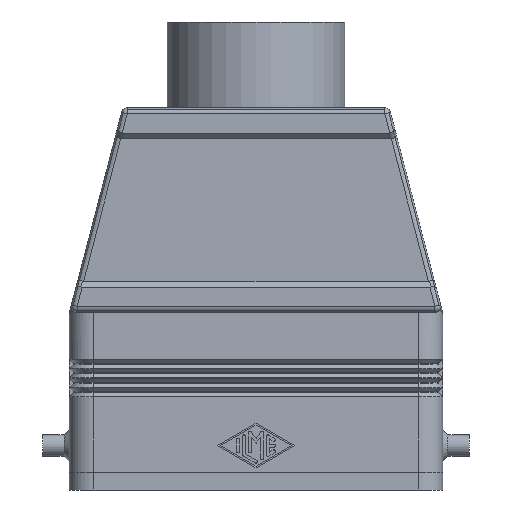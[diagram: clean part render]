
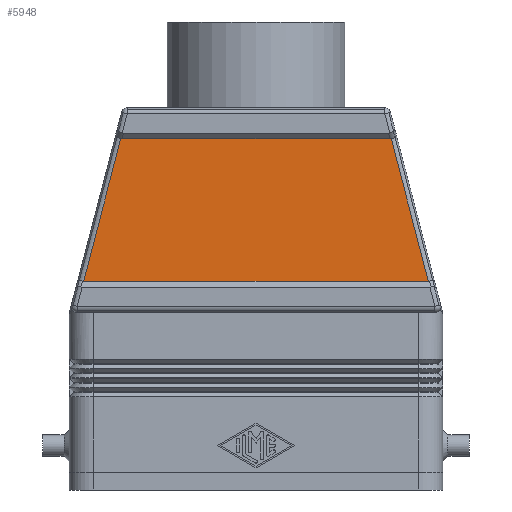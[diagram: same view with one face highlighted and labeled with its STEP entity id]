
A CAD part, front view. The second image highlights one B-rep face of the part: STEP entity #5948.
In plain terms, the highlighted planar face has unit normal (0, -1, 0).
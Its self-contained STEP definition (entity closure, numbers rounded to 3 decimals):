
#727=CARTESIAN_POINT('',(-22.83,-17.,59.273));
#728=VERTEX_POINT('',#727);
#736=CARTESIAN_POINT('',(-22.652,-17.,59.25));
#737=VERTEX_POINT('',#736);
#738=CARTESIAN_POINT('',(-22.467,-17.,60.664));
#739=DIRECTION('',(0.0,-1.,0.0));
#740=DIRECTION('',(-0.252,0.0,-0.968));
#741=AXIS2_PLACEMENT_3D('',#738,#739,#740);
#742=ELLIPSE('',#741,1.438,1.0);
#743=EDGE_CURVE('',#728,#737,#742,.T.);
#1249=CARTESIAN_POINT('',(22.652,-17.,59.25));
#1250=VERTEX_POINT('',#1249);
#1257=CARTESIAN_POINT('',(22.83,-17.,59.273));
#1258=VERTEX_POINT('',#1257);
#1259=CARTESIAN_POINT('',(22.467,-17.,60.664));
#1260=DIRECTION('',(0.,-1.0,0.));
#1261=DIRECTION('',(0.252,0.,-0.968));
#1262=AXIS2_PLACEMENT_3D('',#1259,#1260,#1261);
#1263=ELLIPSE('',#1262,1.438,1.);
#1264=EDGE_CURVE('',#1250,#1258,#1263,.T.);
#1399=CARTESIAN_POINT('',(29.097,-17.,35.25));
#1400=VERTEX_POINT('',#1399);
#1401=CARTESIAN_POINT('',(22.83,-17.,59.273));
#1402=DIRECTION('',(0.252,0.0,-0.968));
#1403=VECTOR('',#1402,24.827);
#1404=LINE('',#1401,#1403);
#1405=EDGE_CURVE('',#1258,#1400,#1404,.T.);
#1490=CARTESIAN_POINT('',(-29.097,-17.,35.25));
#1491=VERTEX_POINT('',#1490);
#1499=CARTESIAN_POINT('',(-29.097,-17.,35.25));
#1500=DIRECTION('',(0.252,0.0,0.968));
#1501=VECTOR('',#1500,24.827);
#1502=LINE('',#1499,#1501);
#1503=EDGE_CURVE('',#1491,#728,#1502,.T.);
#5912=CARTESIAN_POINT('',(29.097,-17.,35.25));
#5913=DIRECTION('',(-1.0,0.0,0.0));
#5914=VECTOR('',#5913,58.194);
#5915=LINE('',#5912,#5914);
#5916=EDGE_CURVE('',#1400,#1491,#5915,.T.);
#5930=CARTESIAN_POINT('',(0.0,-17.,35.25));
#5931=DIRECTION('',(0.0,1.0,0.0));
#5932=DIRECTION('',(0.0,0.0,1.0));
#5933=AXIS2_PLACEMENT_3D('',#5930,#5931,#5932);
#5934=PLANE('',#5933);
#5935=ORIENTED_EDGE('',*,*,#1405,.F.);
#5936=ORIENTED_EDGE('',*,*,#1264,.F.);
#5937=CARTESIAN_POINT('',(22.652,-17.,59.25));
#5938=DIRECTION('',(-1.0,0.0,0.0));
#5939=VECTOR('',#5938,45.303);
#5940=LINE('',#5937,#5939);
#5941=EDGE_CURVE('',#1250,#737,#5940,.T.);
#5942=ORIENTED_EDGE('',*,*,#5941,.T.);
#5943=ORIENTED_EDGE('',*,*,#743,.F.);
#5944=ORIENTED_EDGE('',*,*,#1503,.F.);
#5945=ORIENTED_EDGE('',*,*,#5916,.F.);
#5946=EDGE_LOOP('',(#5935,#5936,#5942,#5943,#5944,#5945));
#5947=FACE_OUTER_BOUND('',#5946,.T.);
#5948=ADVANCED_FACE('',(#5947),#5934,.F.);
